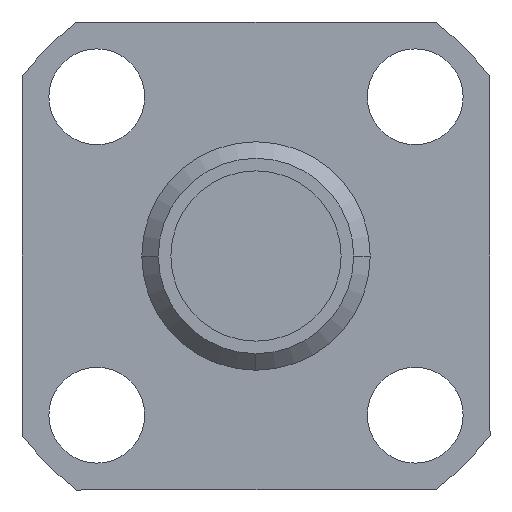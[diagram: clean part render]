
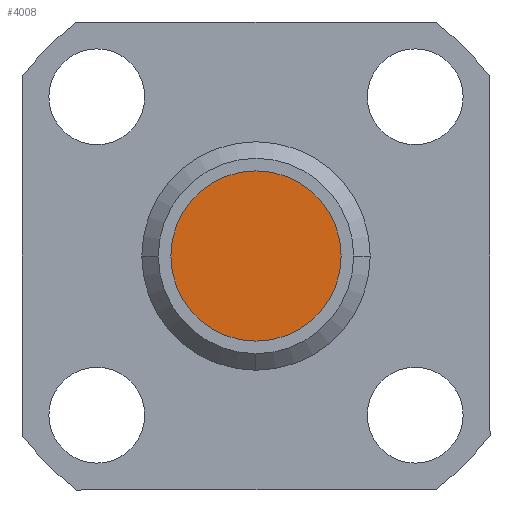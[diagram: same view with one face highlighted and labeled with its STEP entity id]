
A CAD part, left-side view. The second image highlights one B-rep face of the part: STEP entity #4008.
In plain terms, the highlighted planar face has unit normal (-1, 0, 0).
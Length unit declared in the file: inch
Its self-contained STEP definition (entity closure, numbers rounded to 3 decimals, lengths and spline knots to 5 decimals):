
#37 = DIRECTION ( 'NONE',  ( -1., 0., 0. ) ) ;
#191 = CARTESIAN_POINT ( 'NONE',  ( 0.07677, 0., 0.09094 ) ) ;
#263 = EDGE_CURVE ( 'NONE', #2738, #1934, #2828, .T. ) ;
#553 = CARTESIAN_POINT ( 'NONE',  ( 0.07677, 0., 0. ) ) ;
#627 = CARTESIAN_POINT ( 'NONE',  ( 0.07677, 0., 0. ) ) ;
#709 = EDGE_CURVE ( 'NONE', #1934, #2869, #5379, .T. ) ;
#1159 = EDGE_LOOP ( 'NONE', ( #4189, #4552, #4534 ) ) ;
#1220 = CARTESIAN_POINT ( 'NONE',  ( 0.07677, -0.09094, 0. ) ) ;
#1374 = CARTESIAN_POINT ( 'NONE',  ( 0.07677, 0., 0. ) ) ;
#1735 = DIRECTION ( 'NONE',  ( 0., 0., 1. ) ) ;
#1847 = FACE_OUTER_BOUND ( 'NONE', #1159, .T. ) ;
#1898 = AXIS2_PLACEMENT_3D ( 'NONE', #1374, #4725, #3615 ) ;
#1934 = VERTEX_POINT ( 'NONE', #191 ) ;
#2122 = AXIS2_PLACEMENT_3D ( 'NONE', #4348, #2628, #6549 ) ;
#2628 = DIRECTION ( 'NONE',  ( -1., 0., 0. ) ) ;
#2738 = VERTEX_POINT ( 'NONE', #1220 ) ;
#2799 = DIRECTION ( 'NONE',  ( 0., 0., 1. ) ) ;
#2828 = CIRCLE ( 'NONE', #1898, 0.09094 ) ;
#2869 = VERTEX_POINT ( 'NONE', #6524 ) ;
#3559 = AXIS2_PLACEMENT_3D ( 'NONE', #553, #4873, #2799 ) ;
#3615 = DIRECTION ( 'NONE',  ( 0., 0., 1. ) ) ;
#3978 = EDGE_CURVE ( 'NONE', #2869, #2738, #6094, .T. ) ;
#4008 = ADVANCED_FACE ( 'NONE', ( #1847 ), #6820, .T. ) ;
#4189 = ORIENTED_EDGE ( 'NONE', *, *, #3978, .T. ) ;
#4348 = CARTESIAN_POINT ( 'NONE',  ( 0.07677, 0., 0. ) ) ;
#4534 = ORIENTED_EDGE ( 'NONE', *, *, #709, .T. ) ;
#4552 = ORIENTED_EDGE ( 'NONE', *, *, #263, .T. ) ;
#4725 = DIRECTION ( 'NONE',  ( -1., 0., 0. ) ) ;
#4873 = DIRECTION ( 'NONE',  ( -1., 0., 0. ) ) ;
#5379 = CIRCLE ( 'NONE', #2122, 0.09094 ) ;
#6094 = CIRCLE ( 'NONE', #3559, 0.09094 ) ;
#6524 = CARTESIAN_POINT ( 'NONE',  ( 0.07677, 0.09094, 0. ) ) ;
#6549 = DIRECTION ( 'NONE',  ( 0., 0., 1. ) ) ;
#6820 = PLANE ( 'NONE',  #6906 ) ;
#6906 = AXIS2_PLACEMENT_3D ( 'NONE', #627, #37, #1735 ) ;
